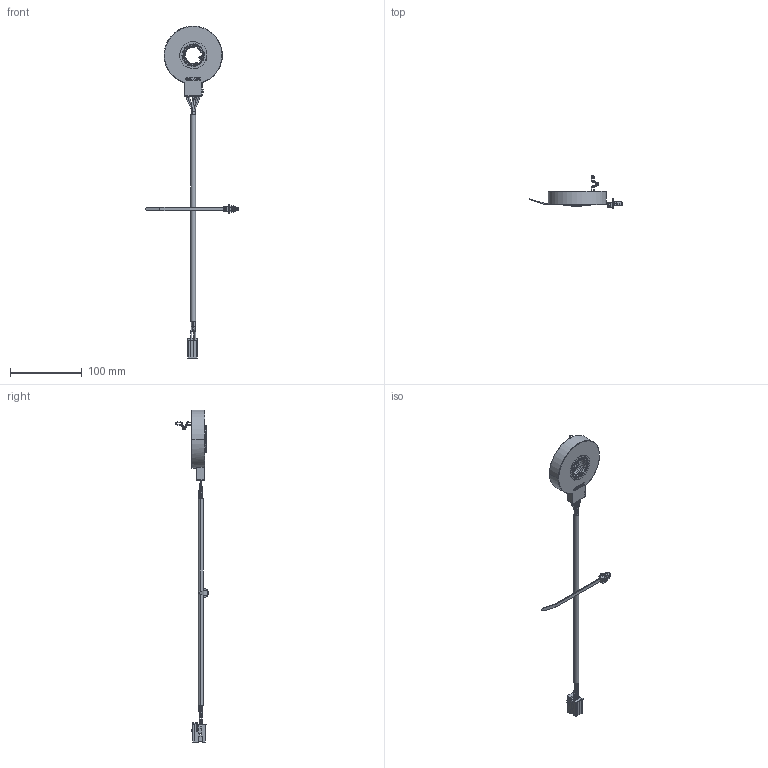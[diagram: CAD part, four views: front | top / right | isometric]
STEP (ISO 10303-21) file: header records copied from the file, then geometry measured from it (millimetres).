
FILE_DESCRIPTION((''),'2;1');
FILE_NAME('SX-4479A_SW0001','2015-05-29T',('bmozley'),(''),'CREO PARAMETRIC BY PTC INC, 2014500','CREO PARAMETRIC BY PTC INC, 2014500','');
FILE_SCHEMA(('CONFIG_CONTROL_DESIGN'));
Length unit declared in the file: inch
Products named in the file (1): SX-4479A_SW0001
Bounding box: 130.4 x 45.56 x 463.02 mm (x, y, z)
Volume: 99042.2 mm3; surface area: 44490.1 mm2
Topology: 6 solids, 6 shells, 1614 faces, 4434 edges, 2858 vertices
Faces by surface type: plane 846, cylinder 594, torus 77, cone 47, bspline 26, sphere 24
Entity records: 56016 total; most frequent: CARTESIAN_POINT 14691, ORIENTED_EDGE 8844, DIRECTION 8471, EDGE_CURVE 4422, AXIS2_PLACEMENT_3D 2923, VERTEX_POINT 2858, VECTOR 2625, LINE 2625
